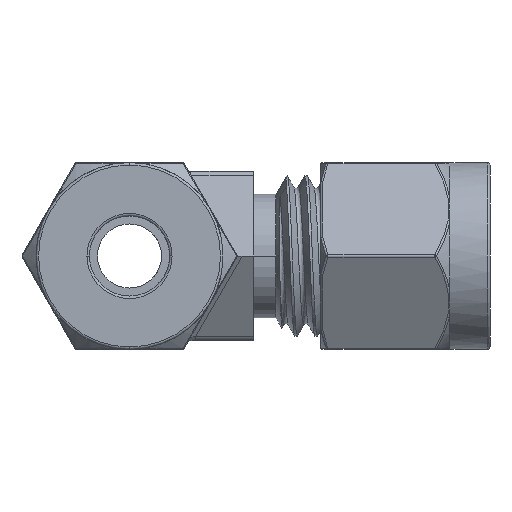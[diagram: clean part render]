
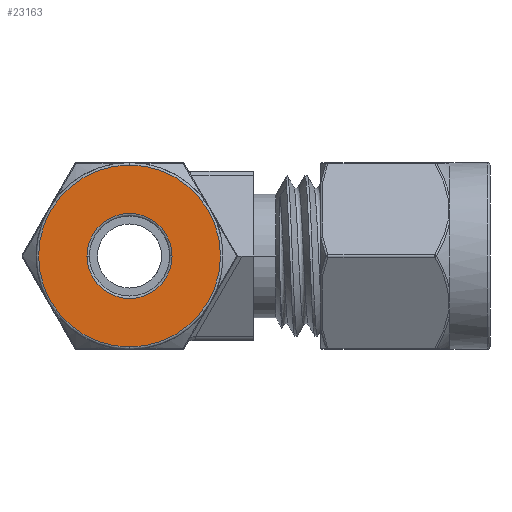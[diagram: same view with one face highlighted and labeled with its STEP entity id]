
A CAD part, left-side view. The second image highlights one B-rep face of the part: STEP entity #23163.
In plain terms, the highlighted face is planar.
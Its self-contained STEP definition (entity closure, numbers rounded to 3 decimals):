
#20521=CARTESIAN_POINT('',(0.,0.,0.));
#20522=DIRECTION('',(-1.,0.,0.));
#20523=DIRECTION('',(0.,1.,0.));
#20524=AXIS2_PLACEMENT_3D('',#20521,#20522,#20523);
#20526=CARTESIAN_POINT('',(0.,0.,0.));
#20527=DIRECTION('',(-1.,0.,0.));
#20528=DIRECTION('',(0.,-1.,0.));
#20529=AXIS2_PLACEMENT_3D('',#20526,#20527,#20528);
#20531=CARTESIAN_POINT('',(0.,0.,0.));
#20532=DIRECTION('',(1.,0.,0.));
#20533=DIRECTION('',(0.,0.,-1.));
#20534=AXIS2_PLACEMENT_3D('',#20531,#20532,#20533);
#20536=CARTESIAN_POINT('',(0.,0.,0.));
#20537=DIRECTION('',(1.,0.,0.));
#20538=DIRECTION('',(0.,0.,1.));
#20539=AXIS2_PLACEMENT_3D('',#20536,#20537,#20538);
#22973=CARTESIAN_POINT('',(0.,3.188,0.));
#22974=CARTESIAN_POINT('',(0.,-3.188,0.));
#22975=VERTEX_POINT('',#22973);
#22976=VERTEX_POINT('',#22974);
#23132=CARTESIAN_POINT('',(0.,0.,-6.813));
#23133=CARTESIAN_POINT('',(0.,0.,6.813));
#23134=VERTEX_POINT('',#23132);
#23135=VERTEX_POINT('',#23133);
#23146=CARTESIAN_POINT('',(0.,0.,0.));
#23147=DIRECTION('',(1.,0.,0.));
#23148=DIRECTION('',(0.,-1.,0.));
#23149=AXIS2_PLACEMENT_3D('',#23146,#23147,#23148);
#23150=PLANE('',#23149);
#23152=ORIENTED_EDGE('',*,*,#23151,.F.);
#23154=ORIENTED_EDGE('',*,*,#23153,.F.);
#23155=EDGE_LOOP('',(#23152,#23154));
#23156=FACE_OUTER_BOUND('',#23155,.F.);
#23158=ORIENTED_EDGE('',*,*,#23157,.F.);
#23160=ORIENTED_EDGE('',*,*,#23159,.F.);
#23161=EDGE_LOOP('',(#23158,#23160));
#23162=FACE_BOUND('',#23161,.F.);
#20525=CIRCLE('',#20524,3.188);
#20530=CIRCLE('',#20529,3.188);
#20535=CIRCLE('',#20534,6.813);
#20540=CIRCLE('',#20539,6.813);
#23151=EDGE_CURVE('',#23134,#23135,#20535,.T.);
#23153=EDGE_CURVE('',#23135,#23134,#20540,.T.);
#23157=EDGE_CURVE('',#22975,#22976,#20525,.T.);
#23159=EDGE_CURVE('',#22976,#22975,#20530,.T.);
#23163=ADVANCED_FACE('',(#23156,#23162),#23150,.T.);
